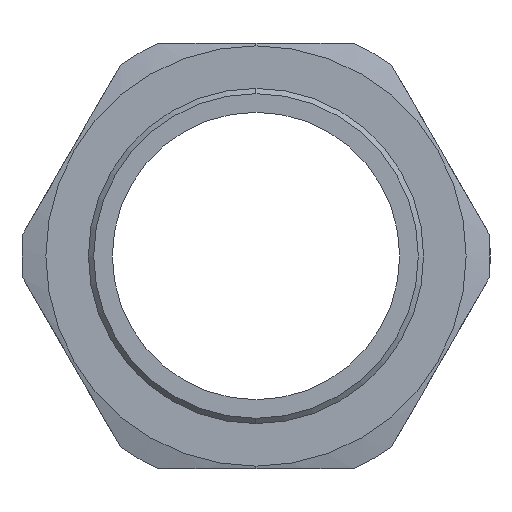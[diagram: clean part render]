
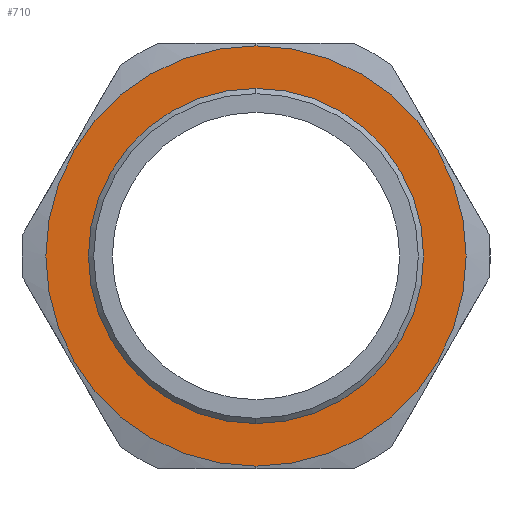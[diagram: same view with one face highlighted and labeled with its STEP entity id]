
A CAD part, left-side view. The second image highlights one B-rep face of the part: STEP entity #710.
In plain terms, the highlighted planar face has unit normal (-1, 0, 0).
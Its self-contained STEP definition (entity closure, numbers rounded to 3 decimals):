
#38 = CIRCLE ( 'NONE', #209, 39.5 ) ;
#149 = AXIS2_PLACEMENT_3D ( 'NONE', #2853, #1230, #1801 ) ;
#209 = AXIS2_PLACEMENT_3D ( 'NONE', #2835, #1207, #2043 ) ;
#322 = VERTEX_POINT ( 'NONE', #1083 ) ;
#332 = AXIS2_PLACEMENT_3D ( 'NONE', #1128, #2745, #2254 ) ;
#475 = CARTESIAN_POINT ( 'NONE',  ( 15., 0., 0. ) ) ;
#632 = AXIS2_PLACEMENT_3D ( 'NONE', #475, #2389, #3205 ) ;
#645 = AXIS2_PLACEMENT_3D ( 'NONE', #979, #756, #1287 ) ;
#710 = ADVANCED_FACE ( 'NONE', ( #765, #1412 ), #2644, .F. ) ;
#756 = DIRECTION ( 'NONE',  ( 1., 0., 0. ) ) ;
#765 = FACE_BOUND ( 'NONE', #2938, .T. ) ;
#891 = EDGE_CURVE ( 'NONE', #2464, #2973, #2586, .T. ) ;
#979 = CARTESIAN_POINT ( 'NONE',  ( 15., 31.5, 0. ) ) ;
#1083 = CARTESIAN_POINT ( 'NONE',  ( 15., 0., 31.5 ) ) ;
#1128 = CARTESIAN_POINT ( 'NONE',  ( 15., 0., 0. ) ) ;
#1207 = DIRECTION ( 'NONE',  ( -1., 0., 0. ) ) ;
#1230 = DIRECTION ( 'NONE',  ( -1., 0., 0. ) ) ;
#1287 = DIRECTION ( 'NONE',  ( 0., 0., -1. ) ) ;
#1343 = EDGE_CURVE ( 'NONE', #322, #1486, #3416, .T. ) ;
#1412 = FACE_OUTER_BOUND ( 'NONE', #2331, .T. ) ;
#1486 = VERTEX_POINT ( 'NONE', #1555 ) ;
#1555 = CARTESIAN_POINT ( 'NONE',  ( 15., 0., -31.5 ) ) ;
#1801 = DIRECTION ( 'NONE',  ( 0., 0., 1. ) ) ;
#1960 = ORIENTED_EDGE ( 'NONE', *, *, #891, .T. ) ;
#2043 = DIRECTION ( 'NONE',  ( 0., 0., 1. ) ) ;
#2093 = CIRCLE ( 'NONE', #632, 31.5 ) ;
#2254 = DIRECTION ( 'NONE',  ( 0., 0., 1. ) ) ;
#2331 = EDGE_LOOP ( 'NONE', ( #2691, #1960 ) ) ;
#2389 = DIRECTION ( 'NONE',  ( -1., 0., 0. ) ) ;
#2432 = CARTESIAN_POINT ( 'NONE',  ( 15., 0., 39.5 ) ) ;
#2464 = VERTEX_POINT ( 'NONE', #2432 ) ;
#2586 = CIRCLE ( 'NONE', #149, 39.5 ) ;
#2644 = PLANE ( 'NONE',  #645 ) ;
#2691 = ORIENTED_EDGE ( 'NONE', *, *, #3315, .T. ) ;
#2745 = DIRECTION ( 'NONE',  ( -1., 0., 0. ) ) ;
#2829 = ORIENTED_EDGE ( 'NONE', *, *, #3465, .F. ) ;
#2835 = CARTESIAN_POINT ( 'NONE',  ( 15., 0., 0. ) ) ;
#2853 = CARTESIAN_POINT ( 'NONE',  ( 15., 0., 0. ) ) ;
#2938 = EDGE_LOOP ( 'NONE', ( #2829, #3507 ) ) ;
#2973 = VERTEX_POINT ( 'NONE', #3481 ) ;
#3205 = DIRECTION ( 'NONE',  ( 0., 0., 1. ) ) ;
#3315 = EDGE_CURVE ( 'NONE', #2973, #2464, #38, .T. ) ;
#3416 = CIRCLE ( 'NONE', #332, 31.5 ) ;
#3465 = EDGE_CURVE ( 'NONE', #1486, #322, #2093, .T. ) ;
#3481 = CARTESIAN_POINT ( 'NONE',  ( 15., 0., -39.5 ) ) ;
#3507 = ORIENTED_EDGE ( 'NONE', *, *, #1343, .F. ) ;
